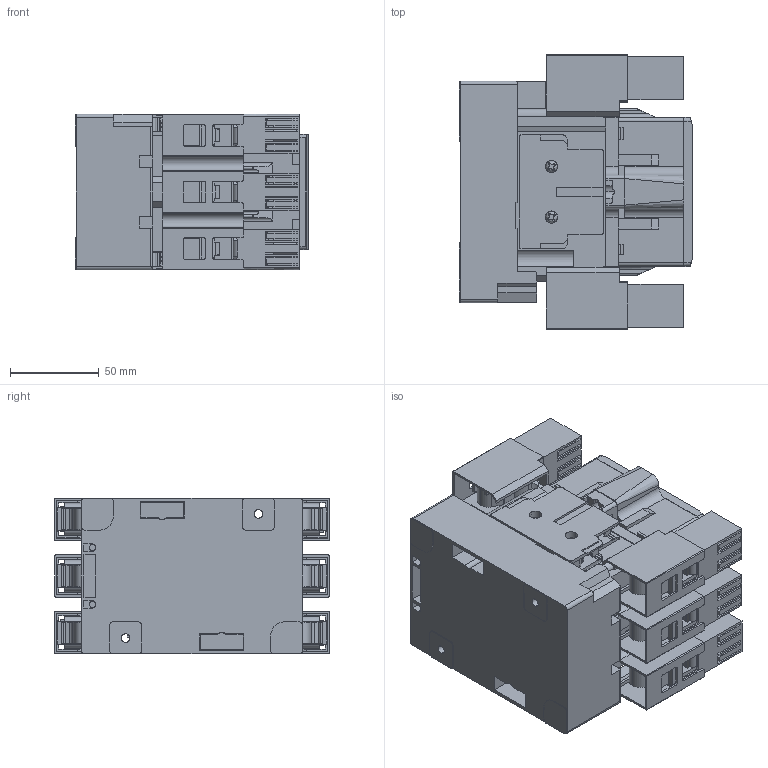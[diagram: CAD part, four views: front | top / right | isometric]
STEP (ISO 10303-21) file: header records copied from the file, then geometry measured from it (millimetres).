
FILE_DESCRIPTION (( 'STEP AP214' ), '1' );
FILE_NAME ('SC-E5-200V.step', '2016-04-18T19:21:19', ( '' ), ( '' ), 'SwSTEP 2.0', 'SolidWorks 2015', '' );
FILE_SCHEMA (( 'AUTOMOTIVE_DESIGN' ));
Length unit declared in the file: inch
Products named in the file (1): SC-E5-200V
Bounding box: 131.7 x 155 x 88 mm (x, y, z)
Volume: 1011915.8 mm3; surface area: 329029.6 mm2
Topology: 92 solids, 92 shells, 4867 faces, 13992 edges, 9234 vertices
Faces by surface type: plane 3921, cylinder 757, bspline 98, cone 91
Entity records: 224852 total; most frequent: CARTESIAN_POINT 32534, ORIENTED_EDGE 27984, DIRECTION 24552, EDGE_CURVE 13992, LINE 11372, VECTOR 11372, VERTEX_POINT 9234, AXIS2_PLACEMENT_3D 6590
